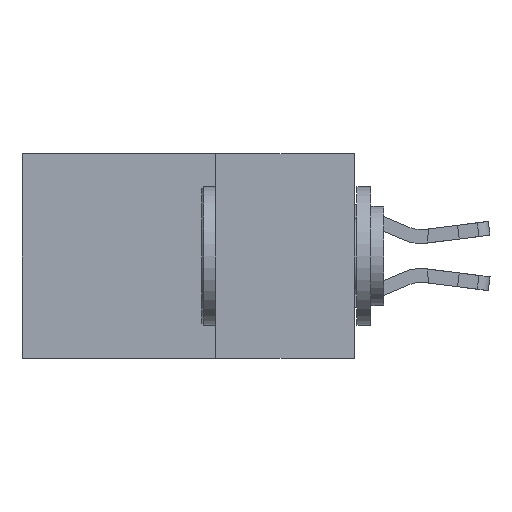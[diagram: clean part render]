
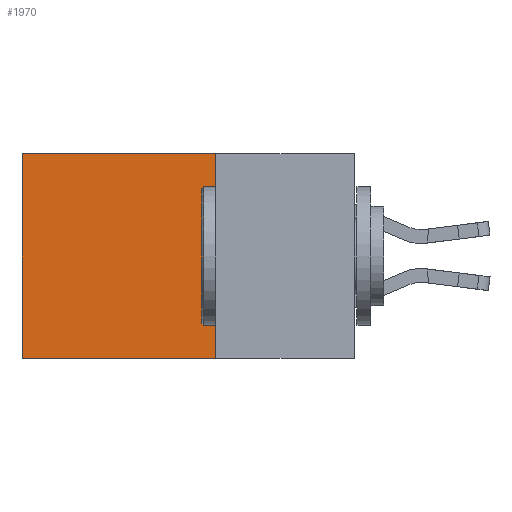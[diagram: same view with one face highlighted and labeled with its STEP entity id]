
A CAD part, left-side view. The second image highlights one B-rep face of the part: STEP entity #1970.
In plain terms, the highlighted planar face has unit normal (-1, 0, 0).
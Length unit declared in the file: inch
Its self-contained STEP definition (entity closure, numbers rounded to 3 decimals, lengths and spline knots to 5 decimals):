
#497 = VERTEX_POINT ( 'NONE', #16693 ) ;
#1970 = ADVANCED_FACE ( 'NONE', ( #3627 ), #7352, .F. ) ;
#2036 = VERTEX_POINT ( 'NONE', #8543 ) ;
#2799 = DIRECTION ( 'NONE',  ( 0., 0., -1. ) ) ;
#3253 = CARTESIAN_POINT ( 'NONE',  ( 0.2615, 0.25, 0. ) ) ;
#3627 = FACE_OUTER_BOUND ( 'NONE', #4131, .T. ) ;
#3920 = LINE ( 'NONE', #3253, #15466 ) ;
#4012 = ORIENTED_EDGE ( 'NONE', *, *, #8669, .T. ) ;
#4131 = EDGE_LOOP ( 'NONE', ( #4012, #6538, #12654, #10043 ) ) ;
#5759 = VECTOR ( 'NONE', #14422, 39.37008 ) ;
#6538 = ORIENTED_EDGE ( 'NONE', *, *, #15980, .F. ) ;
#6770 = EDGE_CURVE ( 'NONE', #6831, #7172, #3920, .T. ) ;
#6831 = VERTEX_POINT ( 'NONE', #16830 ) ;
#7172 = VERTEX_POINT ( 'NONE', #8655 ) ;
#7352 = PLANE ( 'NONE',  #11967 ) ;
#8071 = LINE ( 'NONE', #8835, #12058 ) ;
#8543 = CARTESIAN_POINT ( 'NONE',  ( 0.2615, 0.6, -0.37 ) ) ;
#8655 = CARTESIAN_POINT ( 'NONE',  ( 0.2615, 0.6, 0. ) ) ;
#8669 = EDGE_CURVE ( 'NONE', #7172, #2036, #15837, .T. ) ;
#8835 = CARTESIAN_POINT ( 'NONE',  ( 0.2615, 0.25, -0.37 ) ) ;
#9362 = CARTESIAN_POINT ( 'NONE',  ( 0.2615, 0.25, -0.37 ) ) ;
#9802 = LINE ( 'NONE', #15908, #5759 ) ;
#10043 = ORIENTED_EDGE ( 'NONE', *, *, #6770, .T. ) ;
#11406 = VECTOR ( 'NONE', #17623, 39.37008 ) ;
#11967 = AXIS2_PLACEMENT_3D ( 'NONE', #9362, #12470, #2799 ) ;
#12058 = VECTOR ( 'NONE', #16256, 39.37008 ) ;
#12470 = DIRECTION ( 'NONE',  ( 1., 0., 0. ) ) ;
#12654 = ORIENTED_EDGE ( 'NONE', *, *, #18094, .F. ) ;
#13780 = DIRECTION ( 'NONE',  ( 0., 1., 0. ) ) ;
#14422 = DIRECTION ( 'NONE',  ( 0., 1., 0. ) ) ;
#15466 = VECTOR ( 'NONE', #13780, 39.37008 ) ;
#15837 = LINE ( 'NONE', #16218, #11406 ) ;
#15908 = CARTESIAN_POINT ( 'NONE',  ( 0.2615, 0.25, -0.37 ) ) ;
#15980 = EDGE_CURVE ( 'NONE', #497, #2036, #9802, .T. ) ;
#16218 = CARTESIAN_POINT ( 'NONE',  ( 0.2615, 0.6, -0.37 ) ) ;
#16256 = DIRECTION ( 'NONE',  ( 0., 0., -1. ) ) ;
#16693 = CARTESIAN_POINT ( 'NONE',  ( 0.2615, 0.25, -0.37 ) ) ;
#16830 = CARTESIAN_POINT ( 'NONE',  ( 0.2615, 0.25, 0. ) ) ;
#17623 = DIRECTION ( 'NONE',  ( 0., 0., -1. ) ) ;
#18094 = EDGE_CURVE ( 'NONE', #6831, #497, #8071, .T. ) ;
